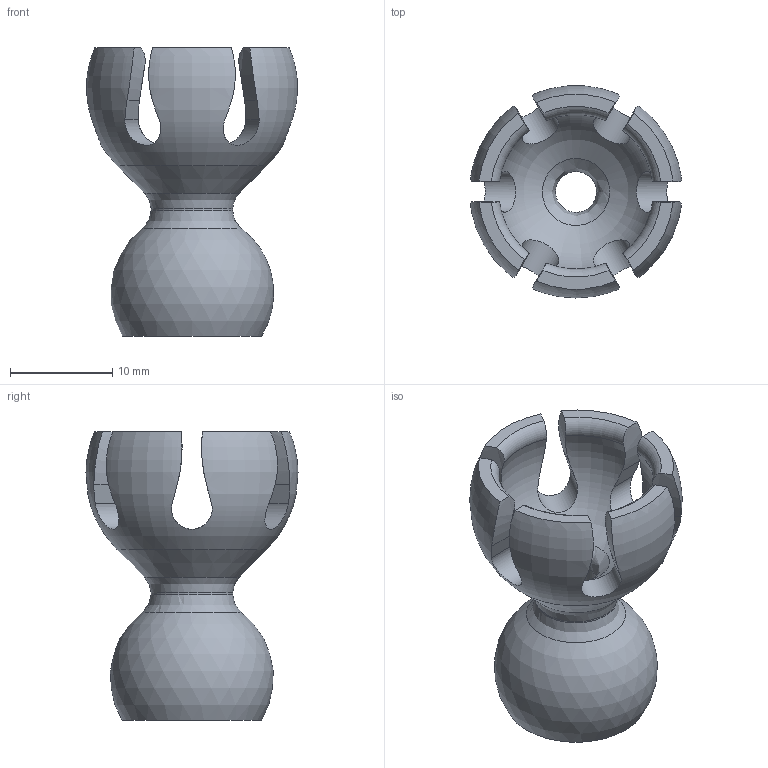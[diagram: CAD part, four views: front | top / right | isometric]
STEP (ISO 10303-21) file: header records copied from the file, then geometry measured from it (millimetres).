
FILE_DESCRIPTION(('FreeCAD Model'),'2;1');
FILE_NAME('Open CASCADE Shape Model','2023-09-14T08:49:11',(''),(''), 'Open CASCADE STEP processor 7.6','FreeCAD','Unknown');
FILE_SCHEMA(('AUTOMOTIVE_DESIGN { 1 0 10303 214 1 1 1 1 }'));
Length unit declared in the file: millimetre
Products named in the file (1): Ball-Joint_20mm
Bounding box: 20.67 x 20.76 x 28.24 mm (x, y, z)
Volume: 2650.7 mm3; surface area: 2708.5 mm2
Topology: 1 solids, 1 shells, 54 faces, 184 edges, 131 vertices
Faces by surface type: cylinder 20, plane 19, torus 6, bspline 4, sphere 2, revolution 2, cone 1
Full cylindrical faces by diameter (mm): 4 x1, 8 x1
Entity records: 3741 total; most frequent: CARTESIAN_POINT 2334, ORIENTED_EDGE 368, DIRECTION 193, EDGE_CURVE 184, VERTEX_POINT 131, B_SPLINE_CURVE_WITH_KNOTS 108, AXIS2_PLACEMENT_3D 76, FACE_BOUND 55
